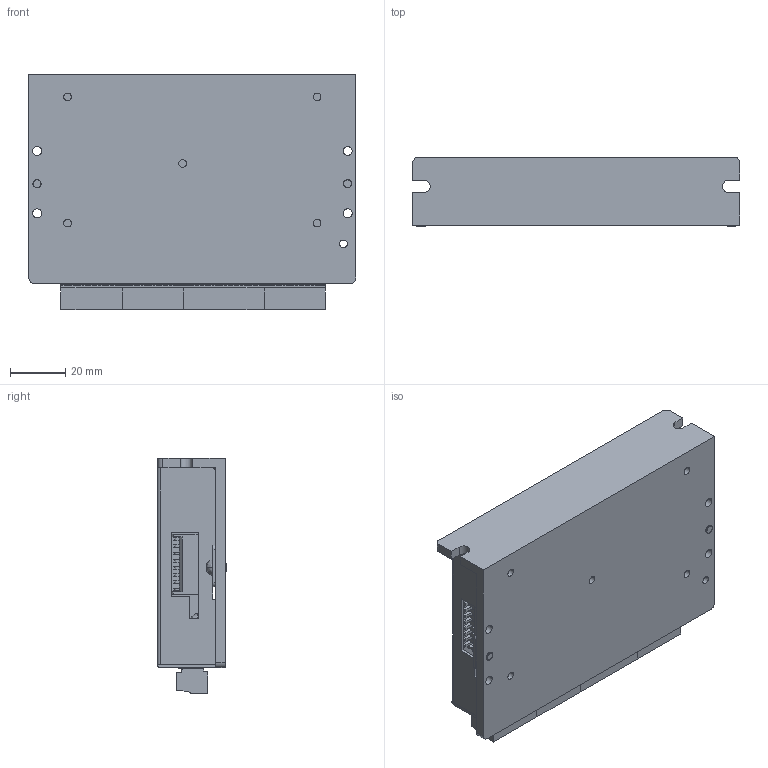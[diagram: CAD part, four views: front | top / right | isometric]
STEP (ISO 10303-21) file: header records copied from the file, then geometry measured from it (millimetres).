
FILE_DESCRIPTION((''),'2;1');
FILE_NAME('RT-T60PLUS','2025-04-02T15:18:44',('ruiwe'),(''),'CREO PARAMETRIC BY PTC INC, 2021063','CREO PARAMETRIC BY PTC INC, 2021063','');
FILE_SCHEMA(('CONFIG_CONTROL_DESIGN','SHAPE_APPEARANCE_LAYERS_GROUPS'));
Products named in the file (1): RT-T60PLUS
Bounding box: 118.25 x 25 x 84.96 mm (x, y, z)
Volume: 65918.2 mm3; surface area: 76845.2 mm2
Topology: 98 solids, 287 shells, 4651 faces, 11547 edges, 7399 vertices
Faces by surface type: plane 2659, cylinder 1342, torus 226, cone 182, sphere 132, bspline 102, extrusion 8
Entity records: 142169 total; most frequent: CARTESIAN_POINT 31971, ORIENTED_EDGE 22520, DIRECTION 21873, EDGE_CURVE 11415, VERTEX_POINT 7532, VECTOR 7483, LINE 7475, AXIS2_PLACEMENT_3D 7195
